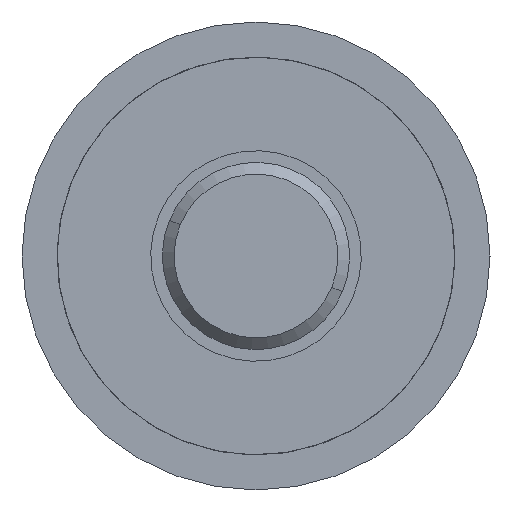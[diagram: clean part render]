
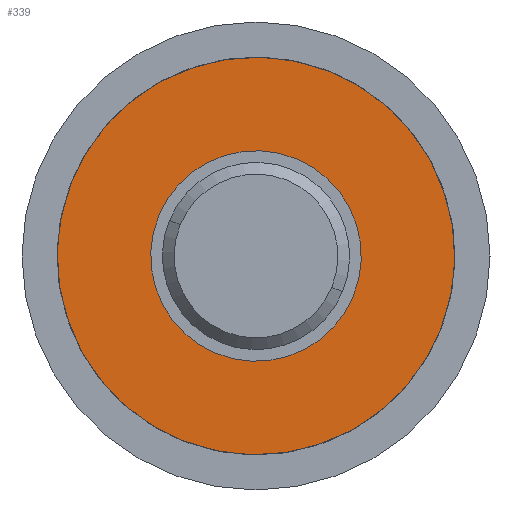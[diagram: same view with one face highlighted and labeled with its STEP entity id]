
A CAD part, left-side view. The second image highlights one B-rep face of the part: STEP entity #339.
In plain terms, the highlighted planar face has unit normal (-1, 0, 0).
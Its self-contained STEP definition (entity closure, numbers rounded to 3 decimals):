
#16 = CIRCLE ( 'NONE', #386, 8.5 ) ;
#22 = CIRCLE ( 'NONE', #382, 4.5 ) ;
#42 = CIRCLE ( 'NONE', #353, 8.5 ) ;
#57 = CIRCLE ( 'NONE', #357, 4.5 ) ;
#140 = CARTESIAN_POINT ( 'NONE',  ( -149.265, 35.513, 3.246 ) ) ;
#153 = CARTESIAN_POINT ( 'NONE',  ( -149.265, 31.816, 1.718 ) ) ;
#194 = CARTESIAN_POINT ( 'NONE',  ( -149.265, 19.801, -3.246 ) ) ;
#219 = DIRECTION ( 'NONE',  ( 0., -0.924, -0.382 ) ) ;
#227 = CARTESIAN_POINT ( 'NONE',  ( -149.265, 27.657, 0. ) ) ;
#228 = DIRECTION ( 'NONE',  ( 1., 0., 0. ) ) ;
#297 = CARTESIAN_POINT ( 'NONE',  ( -149.265, 23.498, -1.718 ) ) ;
#339 = ADVANCED_FACE ( 'NONE', ( #625, #634 ), #880, .F. ) ;
#353 = AXIS2_PLACEMENT_3D ( 'NONE', #435, #476, #444 ) ;
#357 = AXIS2_PLACEMENT_3D ( 'NONE', #462, #468, #432 ) ;
#382 = AXIS2_PLACEMENT_3D ( 'NONE', #466, #483, #461 ) ;
#386 = AXIS2_PLACEMENT_3D ( 'NONE', #227, #228, #219 ) ;
#432 = DIRECTION ( 'NONE',  ( 0., -0.924, -0.382 ) ) ;
#435 = CARTESIAN_POINT ( 'NONE',  ( -149.265, 27.657, 0. ) ) ;
#444 = DIRECTION ( 'NONE',  ( 0., -0.924, -0.382 ) ) ;
#461 = DIRECTION ( 'NONE',  ( 0., -0.924, -0.382 ) ) ;
#462 = CARTESIAN_POINT ( 'NONE',  ( -149.265, 27.657, 0. ) ) ;
#466 = CARTESIAN_POINT ( 'NONE',  ( -149.265, 27.657, 0. ) ) ;
#468 = DIRECTION ( 'NONE',  ( 1., 0., 0. ) ) ;
#476 = DIRECTION ( 'NONE',  ( 1., 0., 0. ) ) ;
#483 = DIRECTION ( 'NONE',  ( 1., 0., 0. ) ) ;
#500 = VERTEX_POINT ( 'NONE', #297 ) ;
#556 = EDGE_LOOP ( 'NONE', ( #689, #691 ) ) ;
#583 = EDGE_LOOP ( 'NONE', ( #665, #727 ) ) ;
#625 = FACE_OUTER_BOUND ( 'NONE', #583, .T. ) ;
#634 = FACE_BOUND ( 'NONE', #556, .T. ) ;
#650 = VERTEX_POINT ( 'NONE', #194 ) ;
#653 = VERTEX_POINT ( 'NONE', #140 ) ;
#665 = ORIENTED_EDGE ( 'NONE', *, *, #787, .F. ) ;
#689 = ORIENTED_EDGE ( 'NONE', *, *, #851, .T. ) ;
#691 = ORIENTED_EDGE ( 'NONE', *, *, #844, .T. ) ;
#708 = VERTEX_POINT ( 'NONE', #153 ) ;
#727 = ORIENTED_EDGE ( 'NONE', *, *, #854, .F. ) ;
#775 = AXIS2_PLACEMENT_3D ( 'NONE', #856, #859, #891 ) ;
#787 = EDGE_CURVE ( 'NONE', #650, #653, #16, .T. ) ;
#844 = EDGE_CURVE ( 'NONE', #708, #500, #22, .T. ) ;
#851 = EDGE_CURVE ( 'NONE', #500, #708, #57, .T. ) ;
#854 = EDGE_CURVE ( 'NONE', #653, #650, #42, .T. ) ;
#856 = CARTESIAN_POINT ( 'NONE',  ( -149.265, 30.903, -7.856 ) ) ;
#859 = DIRECTION ( 'NONE',  ( 1., 0., 0. ) ) ;
#880 = PLANE ( 'NONE',  #775 ) ;
#891 = DIRECTION ( 'NONE',  ( 0., -0.924, -0.382 ) ) ;
